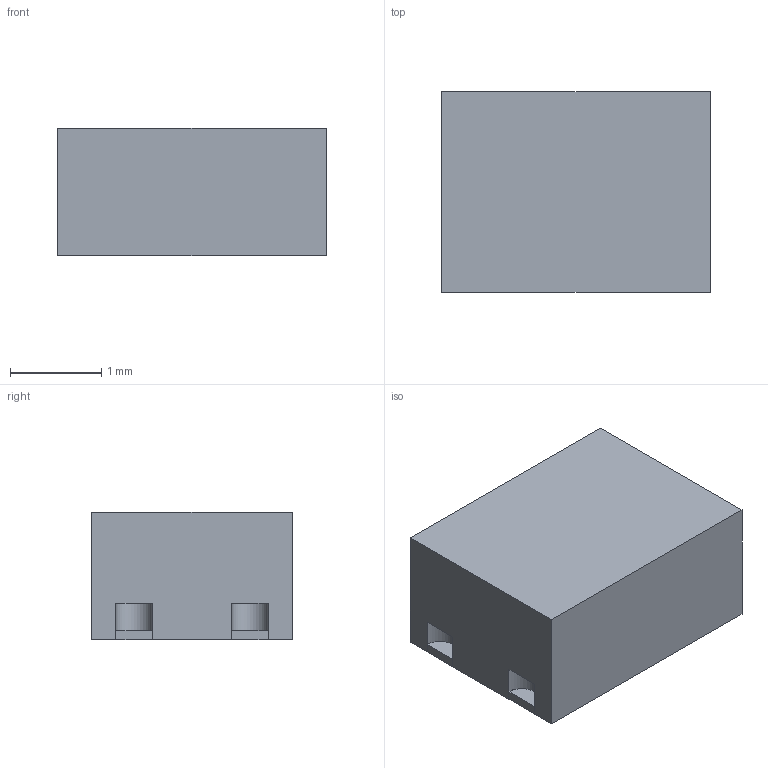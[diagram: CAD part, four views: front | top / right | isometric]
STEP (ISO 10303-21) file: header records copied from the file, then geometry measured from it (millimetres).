
FILE_DESCRIPTION(/* description */ (''),/* implementation_level */ '2;1');
FILE_NAME(/* name */ 'PANASONIC_AQY22(SON).stp',/* time_stamp */ '2016-02-25T11:13:43+01:00',/* author */ ('riccim'),/* organization */ (''),/* preprocessor_version */ 'ST-DEVELOPER v15.5',/* originating_system */ 'AutoCAD Mechanical',/* authorisation */ '');
FILE_SCHEMA (('AUTOMOTIVE_DESIGN { 1 0 10303 214 3 1 1 }'));
Length unit declared in the file: millimetre
Products named in the file (1): Product
Bounding box: 2.95 x 2.2 x 1.4 mm (x, y, z)
Volume: 9 mm3; surface area: 32.6 mm2
Topology: 5 solids, 5 shells, 86 faces, 220 edges, 144 vertices
Faces by surface type: plane 82, cylinder 4
Entity records: 2583 total; most frequent: CARTESIAN_POINT 451, ORIENTED_EDGE 440, DIRECTION 402, EDGE_CURVE 220, LINE 212, VECTOR 212, VERTEX_POINT 144, AXIS2_PLACEMENT_3D 95
